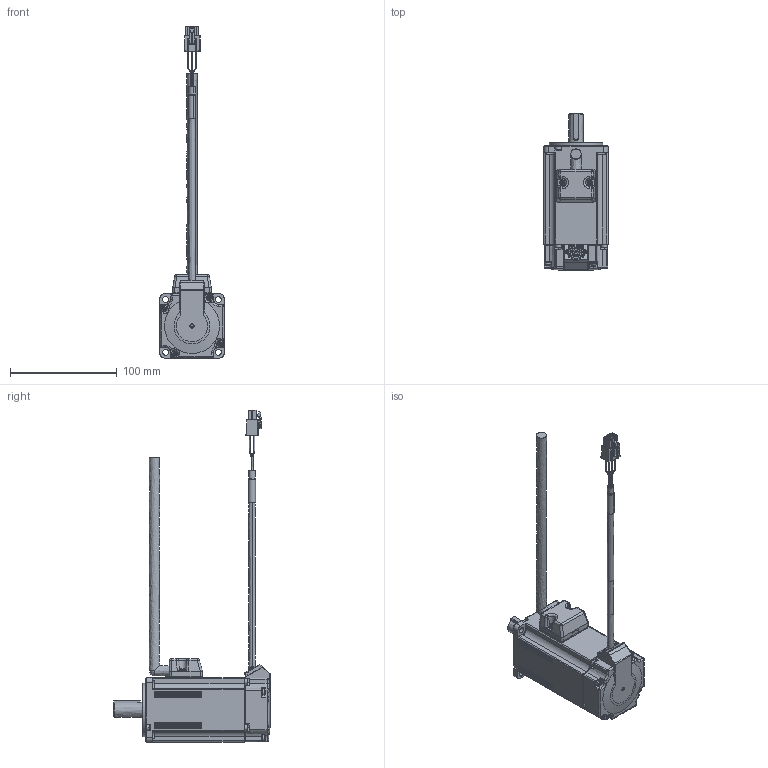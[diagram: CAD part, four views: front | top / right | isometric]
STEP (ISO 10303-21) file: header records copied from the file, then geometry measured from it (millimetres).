
FILE_DESCRIPTION( ('This file contains a STEP AP42 implementation' ,'as created by ZW3D STEP Interface translator.') ,'2;1' );
FILE_NAME( 'X2MA020A-B6LN俋倛芞.stp' ,'2211 9.1617 5', (''), ('ZWCAD Software Co.'), 'Version 1.0', 'ZW3D to STEP translator', '' );
FILE_SCHEMA(('AUTOMOTIVE_DESIGN'));
Length unit declared in the file: millimetre
Products named in the file (2): 0; X2MA040A-B6LN俋倛芞
Bounding box: 60 x 146.5 x 310.78 mm (x, y, z)
Volume: 423634.5 mm3; surface area: 57481.2 mm2
Topology: 1 solids, 1 shells, 1528 faces, 3831 edges, 2377 vertices
Faces by surface type: bspline 1528
Entity records: 55238 total; most frequent: CARTESIAN_POINT 31626, ORIENTED_EDGE 7614, EDGE_CURVE 3807, B_SPLINE_CURVE_WITH_KNOTS 2525, VERTEX_POINT 2378, EDGE_LOOP 1653, FACE_OUTER_BOUND 1528, ADVANCED_FACE 1528
